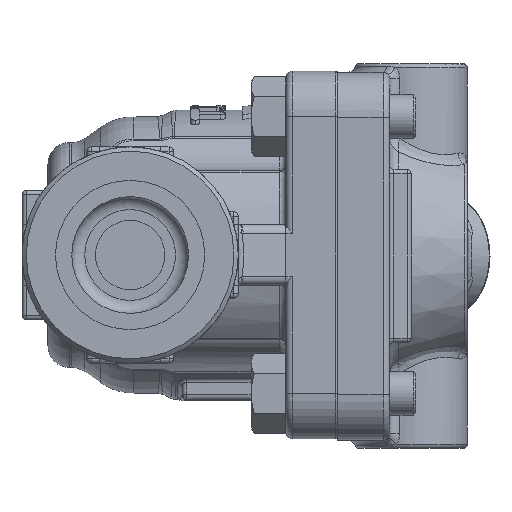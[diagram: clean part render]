
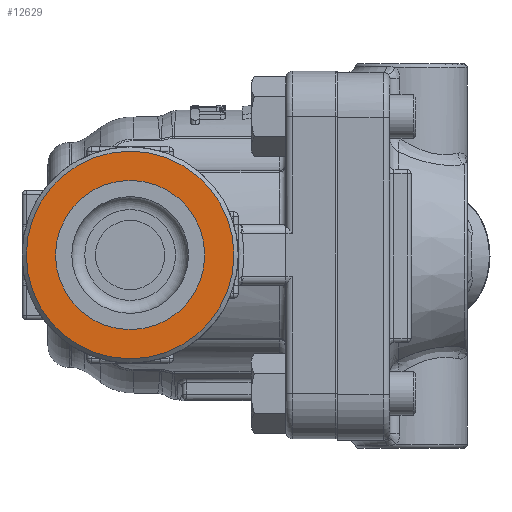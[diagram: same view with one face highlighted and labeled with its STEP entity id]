
A CAD part, left-side view. The second image highlights one B-rep face of the part: STEP entity #12629.
In plain terms, the highlighted planar face has unit normal (-1, 0, 0).
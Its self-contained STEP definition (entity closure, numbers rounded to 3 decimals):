
#944=FACE_BOUND('',#2075,.T.);
#1233=FACE_OUTER_BOUND('',#2074,.T.);
#2074=EDGE_LOOP('',(#8394));
#2075=EDGE_LOOP('',(#8395));
#2943=CIRCLE('',#13501,17.25);
#2963=CIRCLE('',#13530,24.);
#5128=VERTEX_POINT('',#18590);
#5151=VERTEX_POINT('',#18651);
#6340=EDGE_CURVE('',#5128,#5128,#2943,.T.);
#6369=EDGE_CURVE('',#5151,#5151,#2963,.T.);
#8394=ORIENTED_EDGE('',*,*,#6369,.F.);
#8395=ORIENTED_EDGE('',*,*,#6340,.T.);
#12355=PLANE('',#13529);
#12629=ADVANCED_FACE('',(#1233,#944),#12355,.T.);
#13501=AXIS2_PLACEMENT_3D('',#18591,#14970,#14971);
#13529=AXIS2_PLACEMENT_3D('',#18650,#15035,#15036);
#13530=AXIS2_PLACEMENT_3D('',#18652,#15037,#15038);
#14970=DIRECTION('center_axis',(1.,0.,0.));
#14971=DIRECTION('ref_axis',(0.,0.,1.));
#15035=DIRECTION('center_axis',(-1.,0.,0.));
#15036=DIRECTION('ref_axis',(0.,0.,1.));
#15037=DIRECTION('center_axis',(1.,0.,0.));
#15038=DIRECTION('ref_axis',(0.,0.,-1.));
#18590=CARTESIAN_POINT('',(-72.364,20.334,-17.219));
#18591=CARTESIAN_POINT('Origin',(-72.364,20.334,0.031));
#18650=CARTESIAN_POINT('Origin',(-72.364,20.334,0.031));
#18651=CARTESIAN_POINT('',(-72.364,20.334,24.031));
#18652=CARTESIAN_POINT('Origin',(-72.364,20.334,0.031));
